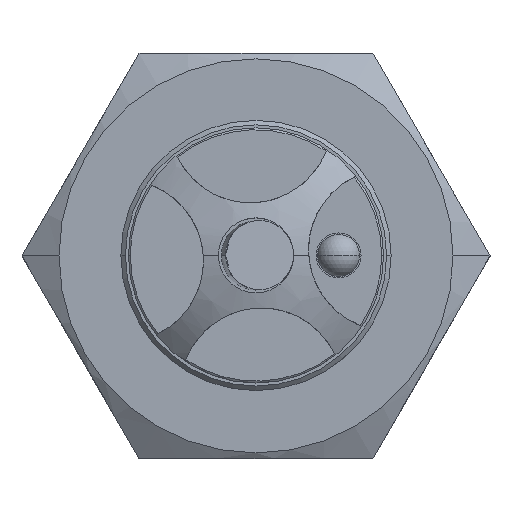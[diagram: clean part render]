
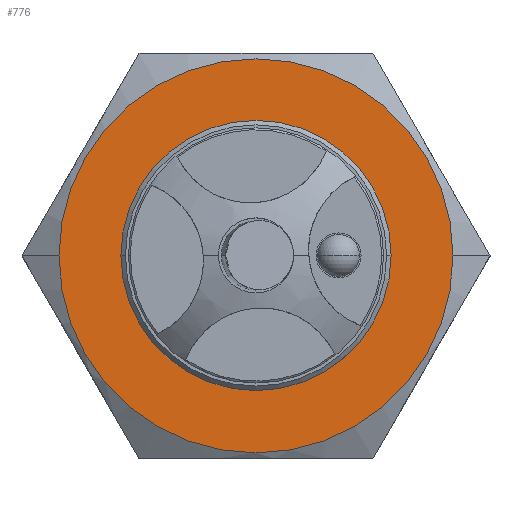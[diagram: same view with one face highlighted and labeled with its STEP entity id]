
A CAD part, top view. The second image highlights one B-rep face of the part: STEP entity #776.
In plain terms, the highlighted planar face has unit normal (0, 0, 1).
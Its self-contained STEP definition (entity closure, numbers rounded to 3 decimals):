
#776 = ADVANCED_FACE ( 'NONE', ( #13622, #1612 ), #7469, .T. ) ;
#1612 = FACE_OUTER_BOUND ( 'NONE', #25925, .T. ) ;
#1888 = CARTESIAN_POINT ( 'NONE',  ( 0., 0., 31.039 ) ) ;
#2789 = CIRCLE ( 'NONE', #12957, 13.125 ) ;
#2924 = CARTESIAN_POINT ( 'NONE',  ( 0., 0., 31.039 ) ) ;
#3165 = DIRECTION ( 'NONE',  ( 0., 0., 1. ) ) ;
#3182 = CARTESIAN_POINT ( 'NONE',  ( 13.125, 0., 31.039 ) ) ;
#3707 = CARTESIAN_POINT ( 'NONE',  ( -13.125, 0., 31.039 ) ) ;
#5410 = CIRCLE ( 'NONE', #22123, 8.027 ) ;
#7095 = ORIENTED_EDGE ( 'NONE', *, *, #15969, .T. ) ;
#7469 = PLANE ( 'NONE',  #21949 ) ;
#9656 = CIRCLE ( 'NONE', #10384, 13.125 ) ;
#9885 = CARTESIAN_POINT ( 'NONE',  ( 7.794, -13.5, 31.039 ) ) ;
#10384 = AXIS2_PLACEMENT_3D ( 'NONE', #2924, #16379, #11565 ) ;
#11351 = VERTEX_POINT ( 'NONE', #3707 ) ;
#11565 = DIRECTION ( 'NONE',  ( -1., 0., 0. ) ) ;
#12957 = AXIS2_PLACEMENT_3D ( 'NONE', #14450, #18823, #16705 ) ;
#13059 = CARTESIAN_POINT ( 'NONE',  ( 0., 0., 31.039 ) ) ;
#13622 = FACE_BOUND ( 'NONE', #17283, .T. ) ;
#14294 = ORIENTED_EDGE ( 'NONE', *, *, #17062, .F. ) ;
#14450 = CARTESIAN_POINT ( 'NONE',  ( 0., 0., 31.039 ) ) ;
#14718 = AXIS2_PLACEMENT_3D ( 'NONE', #1888, #26156, #26075 ) ;
#14900 = ORIENTED_EDGE ( 'NONE', *, *, #24685, .T. ) ;
#15969 = EDGE_CURVE ( 'NONE', #20464, #28148, #5410, .T. ) ;
#16379 = DIRECTION ( 'NONE',  ( 0., 0., -1. ) ) ;
#16705 = DIRECTION ( 'NONE',  ( -1., 0., 0. ) ) ;
#17062 = EDGE_CURVE ( 'NONE', #22081, #11351, #2789, .T. ) ;
#17283 = EDGE_LOOP ( 'NONE', ( #14900, #7095 ) ) ;
#17544 = EDGE_CURVE ( 'NONE', #11351, #22081, #9656, .T. ) ;
#17715 = DIRECTION ( 'NONE',  ( 1., 0., 0. ) ) ;
#18823 = DIRECTION ( 'NONE',  ( 0., 0., -1. ) ) ;
#20350 = CIRCLE ( 'NONE', #14718, 8.027 ) ;
#20464 = VERTEX_POINT ( 'NONE', #21519 ) ;
#20552 = DIRECTION ( 'NONE',  ( 1., 0., 0. ) ) ;
#20953 = CARTESIAN_POINT ( 'NONE',  ( 8.027, 0., 31.039 ) ) ;
#21519 = CARTESIAN_POINT ( 'NONE',  ( -8.027, 0., 31.039 ) ) ;
#21905 = DIRECTION ( 'NONE',  ( 0., 0., -1. ) ) ;
#21949 = AXIS2_PLACEMENT_3D ( 'NONE', #9885, #3165, #20552 ) ;
#22081 = VERTEX_POINT ( 'NONE', #3182 ) ;
#22123 = AXIS2_PLACEMENT_3D ( 'NONE', #13059, #21905, #17715 ) ;
#24685 = EDGE_CURVE ( 'NONE', #28148, #20464, #20350, .T. ) ;
#25925 = EDGE_LOOP ( 'NONE', ( #27491, #14294 ) ) ;
#26075 = DIRECTION ( 'NONE',  ( 1., 0., 0. ) ) ;
#26156 = DIRECTION ( 'NONE',  ( 0., 0., -1. ) ) ;
#27491 = ORIENTED_EDGE ( 'NONE', *, *, #17544, .F. ) ;
#28148 = VERTEX_POINT ( 'NONE', #20953 ) ;
